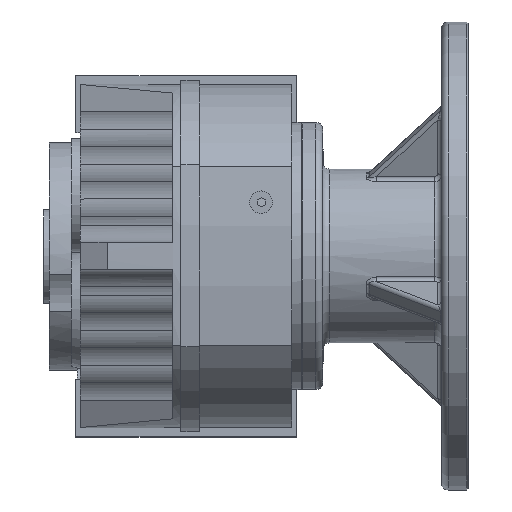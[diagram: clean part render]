
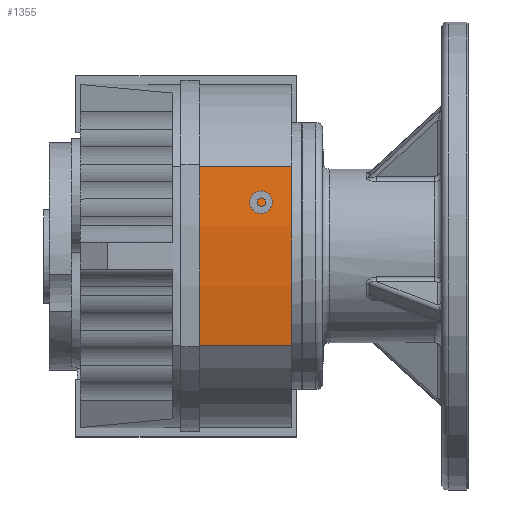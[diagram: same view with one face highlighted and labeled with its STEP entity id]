
A CAD part, top view. The second image highlights one B-rep face of the part: STEP entity #1355.
In plain terms, the highlighted cylindrical face has radius 400 mm (diameter 800 mm), a partial arc.
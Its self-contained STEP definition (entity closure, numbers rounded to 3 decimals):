
#1355=ADVANCED_FACE('',(#6175),#6177,.T.);
#6175=FACE_BOUND('',#6176,.T.);
#6176=EDGE_LOOP('',(#12430,#12431,#12432,#12433));
#6177=CYLINDRICAL_SURFACE('',#6178,400.);
#6178=AXIS2_PLACEMENT_3D('',#6179,#6180,#6181);
#6179=CARTESIAN_POINT('',(582.536,0.,-98.111));
#6180=DIRECTION('',(-1.,-0.,-0.));
#6181=DIRECTION('',(0.,-1.,0.));
#12430=ORIENTED_EDGE('',*,*,#14803,.T.);
#12431=ORIENTED_EDGE('',*,*,#14804,.T.);
#12432=ORIENTED_EDGE('',*,*,#14805,.F.);
#12433=ORIENTED_EDGE('',*,*,#14806,.T.);
#14803=EDGE_CURVE('',#16283,#16284,#16285,.T.);
#14804=EDGE_CURVE('',#16284,#16286,#16287,.T.);
#14805=EDGE_CURVE('',#16288,#16286,#16289,.F.);
#14806=EDGE_CURVE('',#16288,#16283,#16290,.F.);
#16283=VERTEX_POINT('',#19876);
#16284=VERTEX_POINT('',#19877);
#16285=LINE('',#19878,#19879);
#16286=VERTEX_POINT('',#19881);
#16287=CIRCLE('',#19882,400.);
#16288=VERTEX_POINT('',#19886);
#16289=LINE('',#19887,#19888);
#16290=CIRCLE('',#19890,400.);
#19876=CARTESIAN_POINT('',(181.5,67.,296.238));
#19877=CARTESIAN_POINT('',(112.5,67.,296.238));
#19878=CARTESIAN_POINT('',(181.5,67.,296.238));
#19879=VECTOR('',#19880,1.);
#19880=DIRECTION('',(-1.,0.,0.));
#19881=CARTESIAN_POINT('',(112.5,-67.,296.238));
#19882=AXIS2_PLACEMENT_3D('',#19883,#19884,#19885);
#19883=CARTESIAN_POINT('',(112.5,0.,-98.111));
#19884=DIRECTION('',(1.,0.,-0.));
#19885=DIRECTION('',(0.,0.168,0.986));
#19886=CARTESIAN_POINT('',(181.5,-67.,296.238));
#19887=CARTESIAN_POINT('',(112.5,-67.,296.238));
#19888=VECTOR('',#19889,1.);
#19889=DIRECTION('',(1.,0.,0.));
#19890=AXIS2_PLACEMENT_3D('',#19891,#19892,#19893);
#19891=CARTESIAN_POINT('',(181.5,0.,-98.111));
#19892=DIRECTION('',(1.,0.,-0.));
#19893=DIRECTION('',(0.,0.168,0.986));
